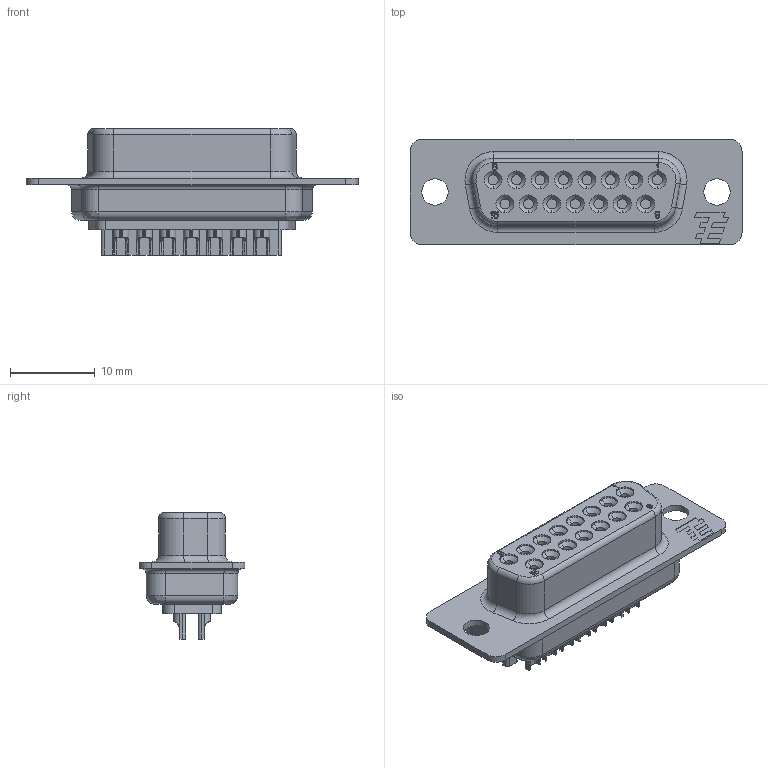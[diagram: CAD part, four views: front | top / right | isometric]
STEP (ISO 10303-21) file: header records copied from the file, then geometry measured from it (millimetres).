
FILE_DESCRIPTION((''),'2;1');
FILE_NAME('C-5-747909-2','2011-05-27T',('workeradm'),('Tyco Electronics Ltd.'),'PRO/ENGINEER BY PARAMETRIC TECHNOLOGY CORPORATION, 2009300','PRO/ENGINEER BY PARAMETRIC TECHNOLOGY CORPORATION, 2009300','');
FILE_SCHEMA(('AUTOMOTIVE_DESIGN { 1 0 10303 214 1 1 1 1 }'));
Length unit declared in the file: millimetre
Products named in the file (1): C-5-747909-2
Bounding box: 39.2 x 12.5 x 14.9 mm (x, y, z)
Volume: 2848.9 mm3; surface area: 2064.4 mm2
Topology: 1 solids, 1 shells, 766 faces, 2074 edges, 1352 vertices
Faces by surface type: plane 474, cylinder 246, cone 30, torus 12, bspline 4
Entity records: 24875 total; most frequent: CARTESIAN_POINT 5021, ORIENTED_EDGE 4148, DIRECTION 4016, EDGE_CURVE 2074, VECTOR 1536, LINE 1536, VERTEX_POINT 1352, AXIS2_PLACEMENT_3D 1240
